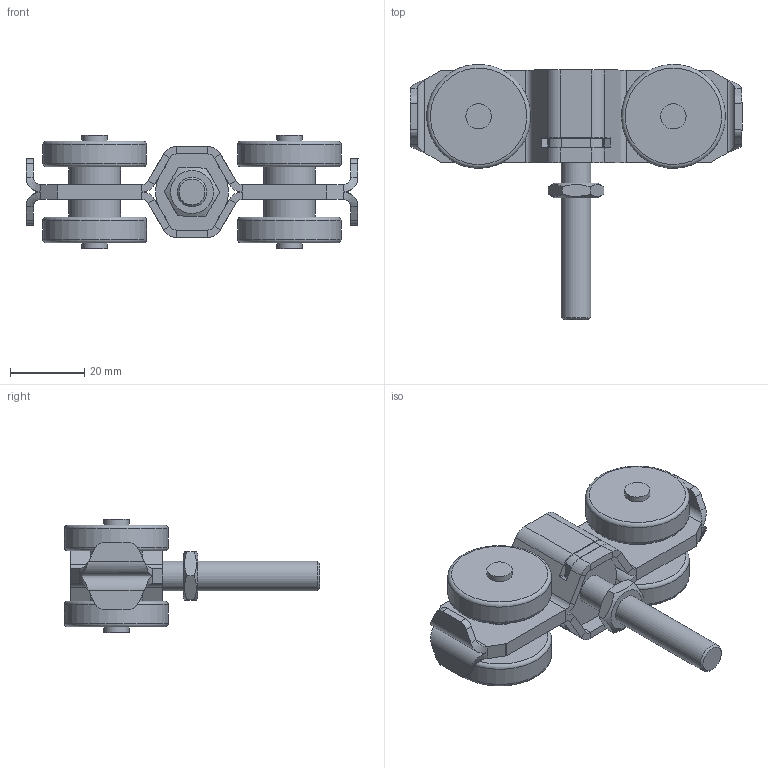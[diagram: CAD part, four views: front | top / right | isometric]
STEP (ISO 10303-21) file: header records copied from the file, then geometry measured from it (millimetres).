
FILE_DESCRIPTION(/* description */ (''),/* implementation_level */ '2;1');
FILE_NAME(/* name */ '9232NC2.stp',/* time_stamp */ '2023-12-15T09:33:30+01:00',/* author */ ('Giuliano'),/* organization */ (''),/* preprocessor_version */ 'ST-DEVELOPER v18.1',/* originating_system */ 'Autodesk Inventor 2021',/* authorisation */ '');
FILE_SCHEMA (('AUTOMOTIVE_DESIGN { 1 0 10303 214 3 1 1 }'));
Length unit declared in the file: millimetre
Products named in the file (1): Pièce2
Bounding box: 89.54 x 68.8 x 30.7 mm (x, y, z)
Volume: 34957.5 mm3; surface area: 18098.8 mm2
Topology: 1 solids, 1 shells, 275 faces, 675 edges, 411 vertices
Faces by surface type: plane 165, cylinder 85, cone 9, bspline 8, torus 8
Full cylindrical faces by diameter (mm): 6.85 x4, 8 x2, 14 x4, 16 x1, 28 x4
Entity records: 8205 total; most frequent: CARTESIAN_POINT 1658, DIRECTION 1362, ORIENTED_EDGE 1350, EDGE_CURVE 675, AXIS2_PLACEMENT_3D 459, LINE 444, VECTOR 444, VERTEX_POINT 411
